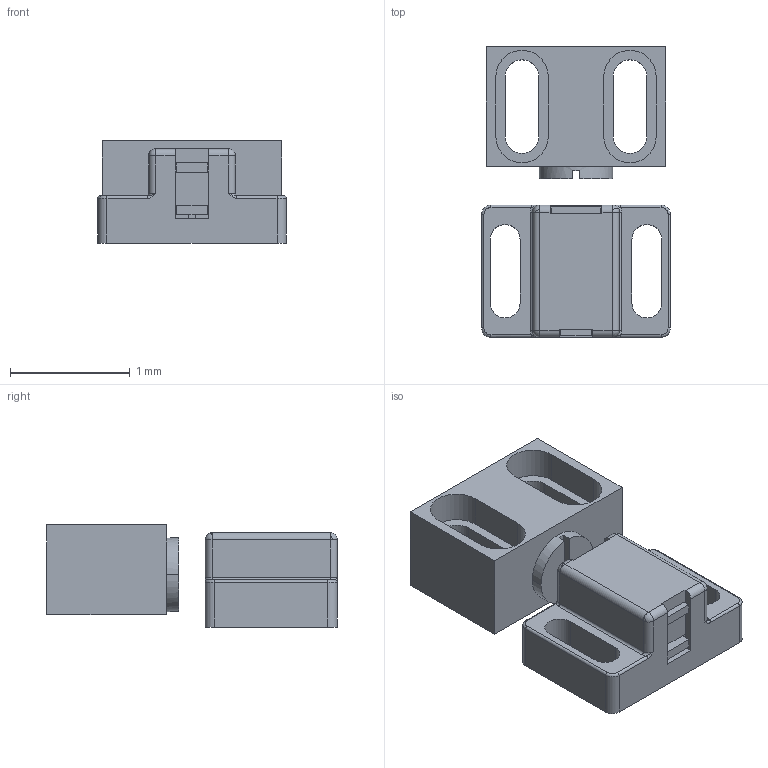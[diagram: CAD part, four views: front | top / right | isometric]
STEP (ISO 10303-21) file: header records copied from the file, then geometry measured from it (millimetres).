
FILE_DESCRIPTION((''),'2;1');
FILE_NAME('15AC7976.stp','2015-07-16T10:44:26',(''),(''),'Mechanical Desktop 2011','Mechanical Desktop 2011',', , ');
FILE_SCHEMA(('CONFIG_CONTROL_DESIGN'));
Length unit declared in the file: millimetre
Products named in the file (2): Product; Catch Block
Assembly tree (1 placements, depth 2):
  Product
    Catch Block
Bounding box: 1.57 x 2.42 x 0.85 mm (x, y, z)
Volume: 1.4 mm3; surface area: 24.1 mm2
Topology: 6 solids, 6 shells, 157 faces, 402 edges, 255 vertices
Faces by surface type: plane 86, cylinder 52, torus 8, sphere 7, bspline 4
Entity records: 6616 total; most frequent: CARTESIAN_POINT 2645, DIRECTION 810, ORIENTED_EDGE 796, EDGE_CURVE 398, AXIS2_PLACEMENT_3D 273, VECTOR 264, LINE 264, VERTEX_POINT 255
